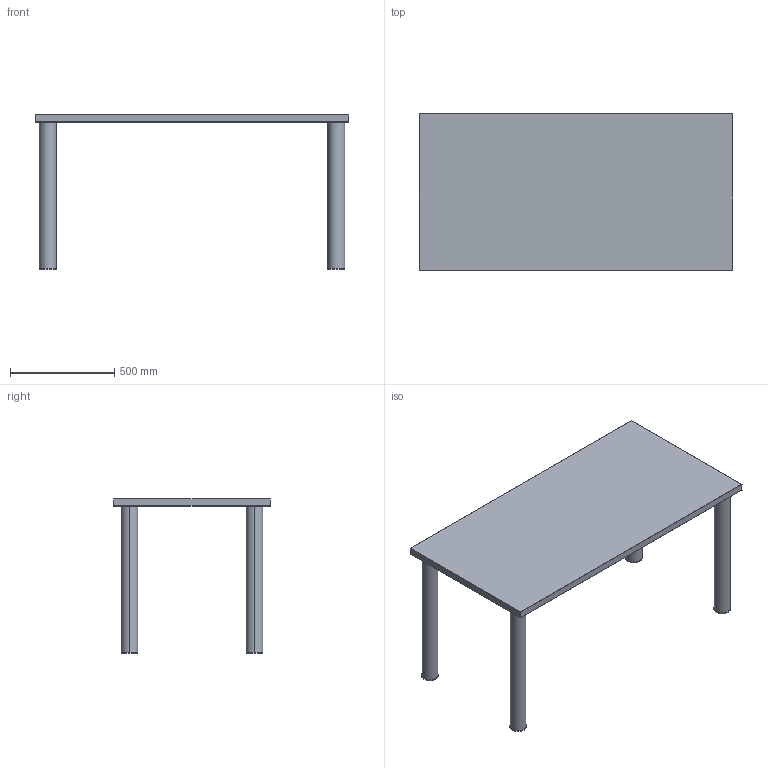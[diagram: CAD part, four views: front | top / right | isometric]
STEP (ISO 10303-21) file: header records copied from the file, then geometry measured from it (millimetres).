
FILE_DESCRIPTION(('CATIA V5 STEP Exchange'),'2;1');
FILE_NAME('Office desk IKEA 150X75.stp','2023-04-07T11:19:20+00:00',('none'),('none'),'CATIA Version 5 Release 20 GA (IN-10)','CATIA V5 STEP AP203','none');
FILE_SCHEMA(('CONFIG_CONTROL_DESIGN'));
Length unit declared in the file: millimetre
Products named in the file (1): RADNI STOL IKEA 150X75
Bounding box: 1500 x 750 x 740 mm (x, y, z)
Volume: 53547905.9 mm3; surface area: 3192744 mm2
Topology: 9 solids, 9 shells, 58 faces, 104 edges, 56 vertices
Faces by surface type: cylinder 28, plane 22, sphere 8
Entity records: 1213 total; most frequent: ORIENTED_EDGE 192, CARTESIAN_POINT 191, DIRECTION 172, EDGE_CURVE 96, AXIS2_PLACEMENT_3D 95, ADVANCED_FACE 58, EDGE_LOOP 58, FACE_OUTER_BOUND 58
